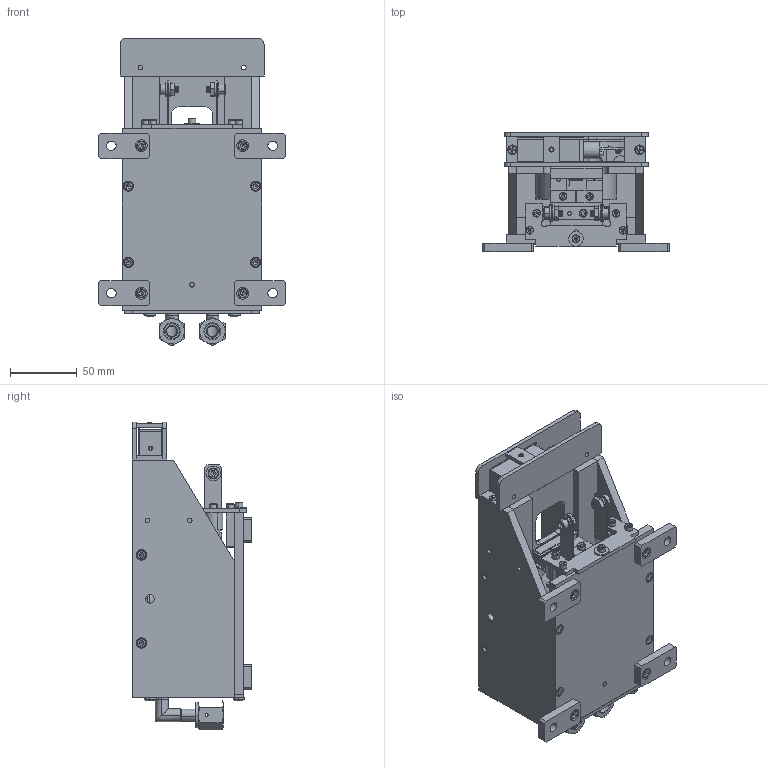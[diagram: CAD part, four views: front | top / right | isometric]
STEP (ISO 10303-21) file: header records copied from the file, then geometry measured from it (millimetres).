
FILE_DESCRIPTION (( 'STEP AP214' ), '1' );
FILE_NAME ('113934-10_HCF_e-GUN(TM)_90_DEGREE_H2O_FITTINGS_INTERCHANGEABLE_CRUCIBLE_10cc.STEP', '2020-07-31T21:11:35', ( 'admin' ), ( 'Microsoft' ), 'SwSTEP 2.0', 'SolidWorks 2016', '' );
FILE_SCHEMA (( 'AUTOMOTIVE_DESIGN' ));
Length unit declared in the file: inch
Products named in the file (1): 113934-10_HCF_e-GUN(TM)_90_DEGREE_H2O_FITTINGS_INTERCHANGEABLE_CRUCIBLE_10cc
Bounding box: 139.7 x 89.28 x 230.77 mm (x, y, z)
Surface area: 219337.7 mm2 (no closed solid volume)
Topology: 0 solids, 140 shells, 1074 faces, 4268 edges, 3213 vertices
Faces by surface type: plane 593, cylinder 222, cone 177, bspline 45, sphere 24, torus 13
Entity records: 67764 total; most frequent: CARTESIAN_POINT 19467, DIRECTION 6842, ORIENTED_EDGE 6134, EDGE_CURVE 4252, VERTEX_POINT 3213, VECTOR 2516, LINE 2516, AXIS2_PLACEMENT_3D 2163
